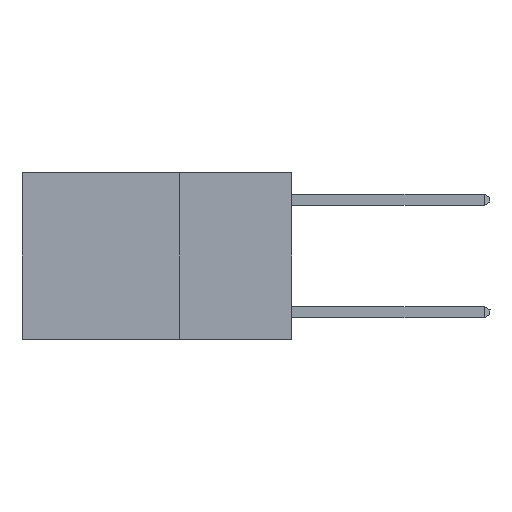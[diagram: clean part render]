
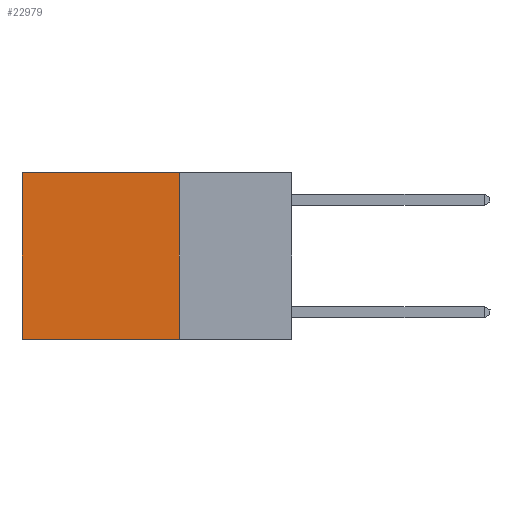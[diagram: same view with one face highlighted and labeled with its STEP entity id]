
A CAD part, left-side view. The second image highlights one B-rep face of the part: STEP entity #22979.
In plain terms, the highlighted planar face has unit normal (-1, 0, 0).
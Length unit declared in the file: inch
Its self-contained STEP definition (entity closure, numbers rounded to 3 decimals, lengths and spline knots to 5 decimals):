
#240 = DIRECTION ( 'NONE',  ( 0., 1., 0. ) ) ;
#461 = DIRECTION ( 'NONE',  ( 1., 0., 0. ) ) ;
#2521 = ORIENTED_EDGE ( 'NONE', *, *, #9141, .T. ) ;
#4599 = PLANE ( 'NONE',  #18586 ) ;
#5041 = EDGE_CURVE ( 'NONE', #21666, #15468, #11782, .T. ) ;
#7010 = EDGE_CURVE ( 'NONE', #25155, #20541, #19761, .T. ) ;
#7154 = EDGE_LOOP ( 'NONE', ( #7749, #7497, #15447, #2521 ) ) ;
#7497 = ORIENTED_EDGE ( 'NONE', *, *, #10887, .F. ) ;
#7749 = ORIENTED_EDGE ( 'NONE', *, *, #7010, .T. ) ;
#7800 = CARTESIAN_POINT ( 'NONE',  ( 0.2625, 0.6, 0. ) ) ;
#8804 = CARTESIAN_POINT ( 'NONE',  ( 0.2625, 0.25, 0. ) ) ;
#8863 = CARTESIAN_POINT ( 'NONE',  ( 0.2625, 0.6, 0. ) ) ;
#9141 = EDGE_CURVE ( 'NONE', #21666, #25155, #23613, .T. ) ;
#9978 = VECTOR ( 'NONE', #10865, 39.37008 ) ;
#10865 = DIRECTION ( 'NONE',  ( 0., 1., 0. ) ) ;
#10887 = EDGE_CURVE ( 'NONE', #15468, #20541, #22172, .T. ) ;
#11782 = LINE ( 'NONE', #23717, #16480 ) ;
#12725 = CARTESIAN_POINT ( 'NONE',  ( 0.2625, 0.25, 0. ) ) ;
#13272 = CARTESIAN_POINT ( 'NONE',  ( 0.2625, 0.6, -0.37 ) ) ;
#13393 = FACE_OUTER_BOUND ( 'NONE', #7154, .T. ) ;
#14174 = DIRECTION ( 'NONE',  ( 0., 0., -1. ) ) ;
#14755 = DIRECTION ( 'NONE',  ( 0., 0., -1. ) ) ;
#15447 = ORIENTED_EDGE ( 'NONE', *, *, #5041, .F. ) ;
#15468 = VERTEX_POINT ( 'NONE', #20233 ) ;
#15944 = DIRECTION ( 'NONE',  ( 0., 0., -1. ) ) ;
#16480 = VECTOR ( 'NONE', #14174, 39.37008 ) ;
#16894 = CARTESIAN_POINT ( 'NONE',  ( 0.2625, 0.25, 0. ) ) ;
#18586 = AXIS2_PLACEMENT_3D ( 'NONE', #12725, #461, #14755 ) ;
#19761 = LINE ( 'NONE', #7800, #24512 ) ;
#20233 = CARTESIAN_POINT ( 'NONE',  ( 0.2625, 0.25, -0.37 ) ) ;
#20324 = CARTESIAN_POINT ( 'NONE',  ( 0.2625, 0.25, -0.37 ) ) ;
#20541 = VERTEX_POINT ( 'NONE', #13272 ) ;
#21593 = VECTOR ( 'NONE', #240, 39.37008 ) ;
#21666 = VERTEX_POINT ( 'NONE', #16894 ) ;
#22172 = LINE ( 'NONE', #20324, #21593 ) ;
#22979 = ADVANCED_FACE ( 'NONE', ( #13393 ), #4599, .F. ) ;
#23613 = LINE ( 'NONE', #8804, #9978 ) ;
#23717 = CARTESIAN_POINT ( 'NONE',  ( 0.2625, 0.25, 0. ) ) ;
#24512 = VECTOR ( 'NONE', #15944, 39.37008 ) ;
#25155 = VERTEX_POINT ( 'NONE', #8863 ) ;
